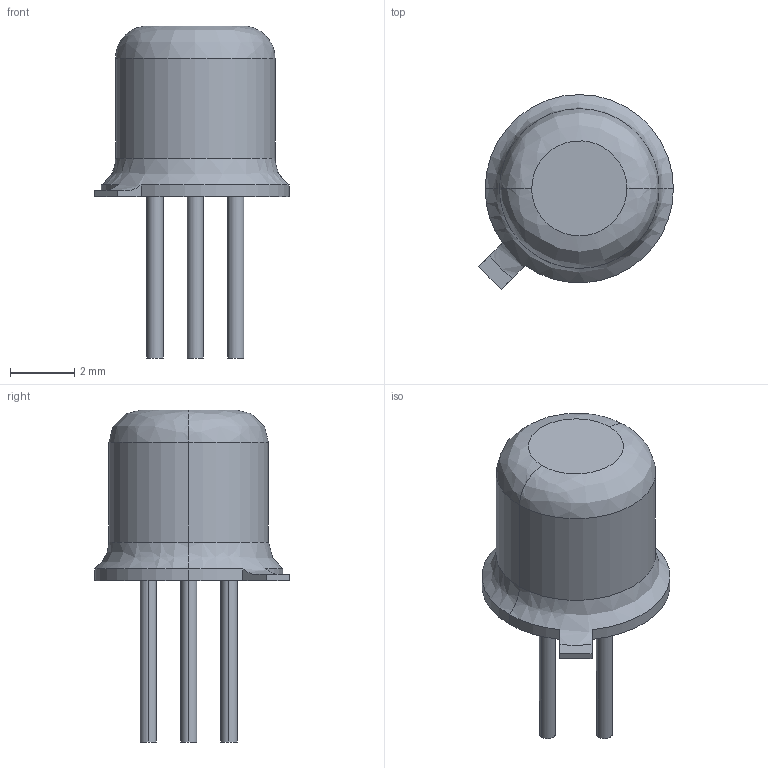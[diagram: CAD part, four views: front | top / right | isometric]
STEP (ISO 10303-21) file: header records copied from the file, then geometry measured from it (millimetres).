
FILE_DESCRIPTION (( 'STEP AP214' ), '1' );
FILE_NAME ('User Library-KT-112.STEP', '2022-06-30T12:38:15', ( '' ), ( '' ), 'SwSTEP 2.0', 'SolidWorks 2021', '' );
FILE_SCHEMA (( 'AUTOMOTIVE_DESIGN' ));
Length unit declared in the file: millimetre
Products named in the file (1): User Library-KT-112
Bounding box: 6.05 x 6.05 x 10.3 mm (x, y, z)
Volume: 107.7 mm3; surface area: 159.4 mm2
Topology: 1 solids, 1 shells, 27 faces, 57 edges, 36 vertices
Faces by surface type: cylinder 13, plane 10, bspline 4
Entity records: 814 total; most frequent: CARTESIAN_POINT 196, DIRECTION 130, ORIENTED_EDGE 114, EDGE_CURVE 57, AXIS2_PLACEMENT_3D 54, VERTEX_POINT 36, EDGE_LOOP 31, CIRCLE 30
